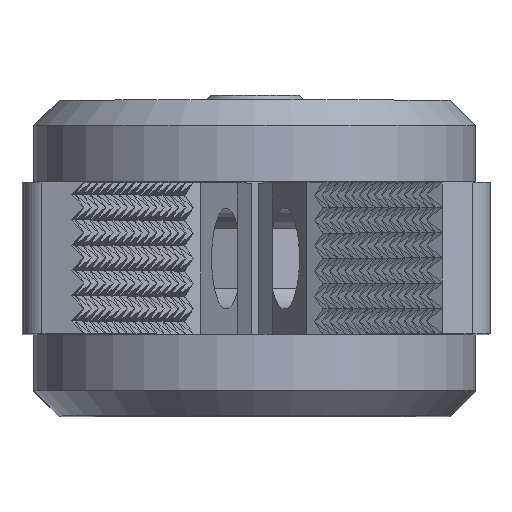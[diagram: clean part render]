
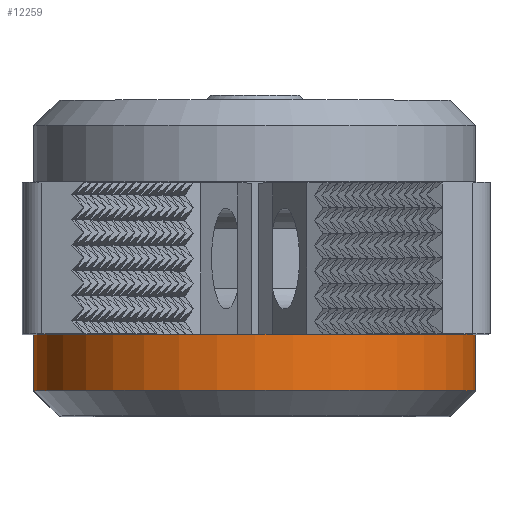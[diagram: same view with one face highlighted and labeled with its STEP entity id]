
A CAD part, top view. The second image highlights one B-rep face of the part: STEP entity #12259.
In plain terms, the highlighted cylindrical face has radius 17.5 mm (diameter 35 mm), a partial arc.
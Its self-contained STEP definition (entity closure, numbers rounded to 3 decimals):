
#69=CYLINDRICAL_SURFACE('',#13289,17.5);
#250=CIRCLE('',#13276,17.5);
#254=CIRCLE('',#13287,17.5);
#381=FACE_OUTER_BOUND('',#1368,.T.);
#1368=EDGE_LOOP('',(#7491,#7492,#7493,#7494));
#2412=LINE('',#18048,#3807);
#2413=LINE('',#18049,#3808);
#3807=VECTOR('',#14501,10.);
#3808=VECTOR('',#14502,10.);
#5209=VERTEX_POINT('',#17999);
#5210=VERTEX_POINT('',#18001);
#5222=VERTEX_POINT('',#18038);
#5223=VERTEX_POINT('',#18042);
#5887=EDGE_CURVE('',#5210,#5209,#250,.T.);
#5908=EDGE_CURVE('',#5222,#5223,#254,.T.);
#5911=EDGE_CURVE('',#5222,#5210,#2412,.T.);
#5912=EDGE_CURVE('',#5209,#5223,#2413,.T.);
#7491=ORIENTED_EDGE('',*,*,#5908,.F.);
#7492=ORIENTED_EDGE('',*,*,#5911,.T.);
#7493=ORIENTED_EDGE('',*,*,#5887,.T.);
#7494=ORIENTED_EDGE('',*,*,#5912,.T.);
#12259=ADVANCED_FACE('',(#381),#69,.T.);
#13276=AXIS2_PLACEMENT_3D('',#18002,#14454,#14455);
#13287=AXIS2_PLACEMENT_3D('',#18043,#14493,#14494);
#13289=AXIS2_PLACEMENT_3D('',#18047,#14499,#14500);
#14454=DIRECTION('center_axis',(0.,-1.,0.));
#14455=DIRECTION('ref_axis',(-0.707,0.,0.707));
#14493=DIRECTION('center_axis',(0.,-1.,0.));
#14494=DIRECTION('ref_axis',(-0.707,0.,0.707));
#14499=DIRECTION('center_axis',(0.,1.,0.));
#14500=DIRECTION('ref_axis',(-0.707,0.,0.707));
#14501=DIRECTION('',(0.,1.,0.));
#14502=DIRECTION('',(0.,-1.,0.));
#17999=CARTESIAN_POINT('',(-17.5,-6.05,30.5));
#18001=CARTESIAN_POINT('',(17.5,-6.05,30.5));
#18002=CARTESIAN_POINT('Origin',(0.,-6.05,30.5));
#18038=CARTESIAN_POINT('',(17.5,-10.5,30.5));
#18042=CARTESIAN_POINT('',(-17.5,-10.5,30.5));
#18043=CARTESIAN_POINT('Origin',(0.,-10.5,30.5));
#18047=CARTESIAN_POINT('Origin',(0.,-6.25,30.5));
#18048=CARTESIAN_POINT('',(17.5,6.25,30.5));
#18049=CARTESIAN_POINT('',(-17.5,-6.25,30.5));
